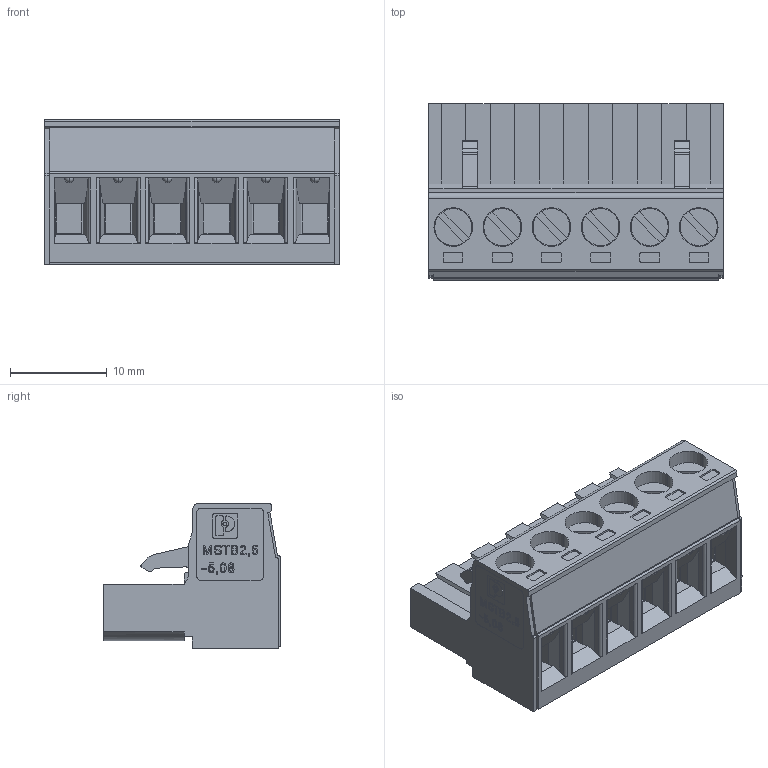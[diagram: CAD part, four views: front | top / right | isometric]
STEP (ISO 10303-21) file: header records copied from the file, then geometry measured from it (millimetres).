
FILE_DESCRIPTION (( 'STEP AP214' ), '1' );
FILE_NAME ('LW3D-CON-A.STEP', '2024-05-08T15:31:51', ( '' ), ( '' ), 'SwSTEP 2.0', 'SolidWorks 2021', '' );
FILE_SCHEMA (( 'AUTOMOTIVE_DESIGN' ));
Length unit declared in the file: inch
Products named in the file (1): LW3D-CON-A
Bounding box: 30.54 x 18.3 x 15 mm (x, y, z)
Volume: 4287.8 mm3; surface area: 6620.2 mm2
Topology: 19 solids, 19 shells, 1210 faces, 3303 edges, 2184 vertices
Faces by surface type: plane 970, cylinder 213, cone 15, sphere 12
Entity records: 38802 total; most frequent: CARTESIAN_POINT 7538, ORIENTED_EDGE 6606, DIRECTION 6116, EDGE_CURVE 3303, VECTOR 2724, LINE 2724, VERTEX_POINT 2184, AXIS2_PLACEMENT_3D 1696
